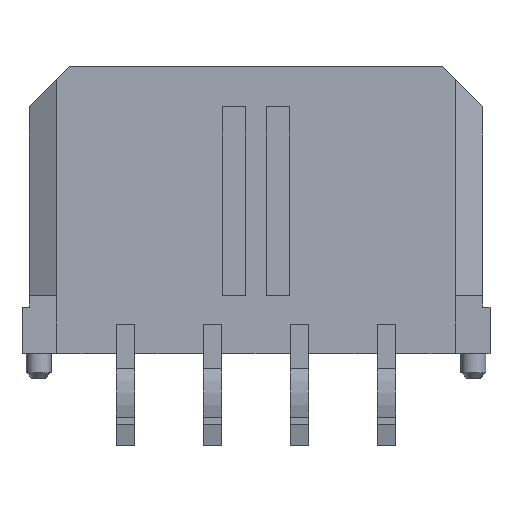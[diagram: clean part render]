
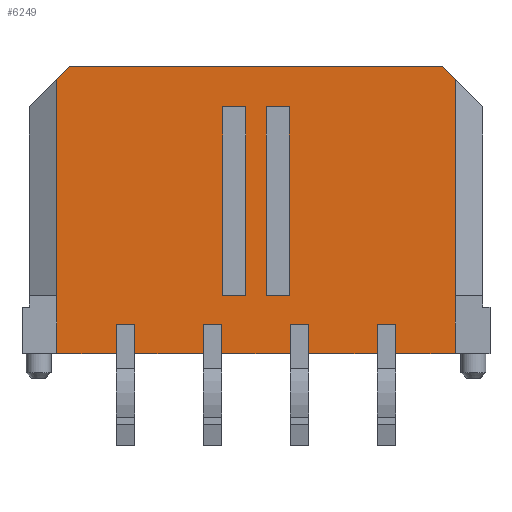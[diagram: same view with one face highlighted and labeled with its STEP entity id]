
A CAD part, front view. The second image highlights one B-rep face of the part: STEP entity #6249.
In plain terms, the highlighted planar face has unit normal (0, -1, 0).
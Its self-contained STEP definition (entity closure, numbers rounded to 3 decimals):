
#1159=DIRECTION('',(-1.,0.,0.));
#1160=VECTOR('',#1159,2.055);
#1161=CARTESIAN_POINT('',(6.875,-3.46,-4.96));
#1162=LINE('',#1161,#1160);
#1175=DIRECTION('',(-1.,0.,0.));
#1176=VECTOR('',#1175,2.36);
#1177=CARTESIAN_POINT('',(4.18,-3.46,-4.96));
#1178=LINE('',#1177,#1176);
#1191=DIRECTION('',(-1.,0.,0.));
#1192=VECTOR('',#1191,2.36);
#1193=CARTESIAN_POINT('',(1.18,-3.46,-4.96));
#1194=LINE('',#1193,#1192);
#1215=DIRECTION('',(-1.,0.,0.));
#1216=VECTOR('',#1215,2.055);
#1217=CARTESIAN_POINT('',(-4.82,-3.46,-4.96));
#1218=LINE('',#1217,#1216);
#1223=DIRECTION('',(-1.,0.,0.));
#1224=VECTOR('',#1223,2.36);
#1225=CARTESIAN_POINT('',(-1.82,-3.46,-4.96));
#1226=LINE('',#1225,#1224);
#1235=DIRECTION('',(0.,0.,1.));
#1236=VECTOR('',#1235,1.);
#1237=CARTESIAN_POINT('',(-4.82,-3.46,-4.96));
#1238=LINE('',#1237,#1236);
#1239=DIRECTION('',(0.,0.,-1.));
#1240=VECTOR('',#1239,7.46);
#1241=CARTESIAN_POINT('',(-6.875,-3.46,4.5));
#1242=LINE('',#1241,#1240);
#1243=DIRECTION('',(-0.707,0.,-0.707));
#1244=VECTOR('',#1243,0.636);
#1245=CARTESIAN_POINT('',(-6.425,-3.46,4.95));
#1246=LINE('',#1245,#1244);
#1247=DIRECTION('',(1.,0.,0.));
#1248=VECTOR('',#1247,12.85);
#1249=CARTESIAN_POINT('',(-6.425,-3.46,4.95));
#1250=LINE('',#1249,#1248);
#1251=DIRECTION('',(-0.707,0.,0.707));
#1252=VECTOR('',#1251,0.636);
#1253=CARTESIAN_POINT('',(6.875,-3.46,4.5));
#1254=LINE('',#1253,#1252);
#1255=DIRECTION('',(0.,0.,-1.));
#1256=VECTOR('',#1255,7.46);
#1257=CARTESIAN_POINT('',(6.875,-3.46,4.5));
#1258=LINE('',#1257,#1256);
#1259=DIRECTION('',(0.,0.,-1.));
#1260=VECTOR('',#1259,2.);
#1261=CARTESIAN_POINT('',(6.875,-3.46,-2.96));
#1262=LINE('',#1261,#1260);
#1263=DIRECTION('',(0.,0.,1.));
#1264=VECTOR('',#1263,1.);
#1265=CARTESIAN_POINT('',(4.82,-3.46,-4.96));
#1266=LINE('',#1265,#1264);
#1267=DIRECTION('',(1.,0.,0.));
#1268=VECTOR('',#1267,0.64);
#1269=CARTESIAN_POINT('',(4.18,-3.46,-3.96));
#1270=LINE('',#1269,#1268);
#1271=DIRECTION('',(0.,0.,1.));
#1272=VECTOR('',#1271,1.);
#1273=CARTESIAN_POINT('',(4.18,-3.46,-4.96));
#1274=LINE('',#1273,#1272);
#1275=DIRECTION('',(0.,0.,1.));
#1276=VECTOR('',#1275,1.);
#1277=CARTESIAN_POINT('',(1.82,-3.46,-4.96));
#1278=LINE('',#1277,#1276);
#1279=DIRECTION('',(1.,0.,0.));
#1280=VECTOR('',#1279,0.64);
#1281=CARTESIAN_POINT('',(1.18,-3.46,-3.96));
#1282=LINE('',#1281,#1280);
#1283=DIRECTION('',(0.,0.,1.));
#1284=VECTOR('',#1283,1.);
#1285=CARTESIAN_POINT('',(1.18,-3.46,-4.96));
#1286=LINE('',#1285,#1284);
#1287=DIRECTION('',(0.,0.,1.));
#1288=VECTOR('',#1287,1.);
#1289=CARTESIAN_POINT('',(-1.18,-3.46,-4.96));
#1290=LINE('',#1289,#1288);
#1291=DIRECTION('',(1.,0.,0.));
#1292=VECTOR('',#1291,0.64);
#1293=CARTESIAN_POINT('',(-1.82,-3.46,-3.96));
#1294=LINE('',#1293,#1292);
#1295=DIRECTION('',(0.,0.,1.));
#1296=VECTOR('',#1295,1.);
#1297=CARTESIAN_POINT('',(-1.82,-3.46,-4.96));
#1298=LINE('',#1297,#1296);
#1299=DIRECTION('',(0.,0.,1.));
#1300=VECTOR('',#1299,1.);
#1301=CARTESIAN_POINT('',(-4.18,-3.46,-4.96));
#1302=LINE('',#1301,#1300);
#1303=DIRECTION('',(1.,0.,0.));
#1304=VECTOR('',#1303,0.64);
#1305=CARTESIAN_POINT('',(-4.82,-3.46,-3.96));
#1306=LINE('',#1305,#1304);
#1307=DIRECTION('',(1.,0.,0.));
#1308=VECTOR('',#1307,0.8);
#1309=CARTESIAN_POINT('',(0.35,-3.46,3.55));
#1310=LINE('',#1309,#1308);
#1311=DIRECTION('',(0.,0.,1.));
#1312=VECTOR('',#1311,6.51);
#1313=CARTESIAN_POINT('',(0.35,-3.46,-2.96));
#1314=LINE('',#1313,#1312);
#1315=DIRECTION('',(1.,0.,0.));
#1316=VECTOR('',#1315,0.8);
#1317=CARTESIAN_POINT('',(0.35,-3.46,-2.96));
#1318=LINE('',#1317,#1316);
#1319=DIRECTION('',(0.,0.,1.));
#1320=VECTOR('',#1319,6.51);
#1321=CARTESIAN_POINT('',(1.15,-3.46,-2.96));
#1322=LINE('',#1321,#1320);
#1323=DIRECTION('',(1.,0.,0.));
#1324=VECTOR('',#1323,0.8);
#1325=CARTESIAN_POINT('',(-1.15,-3.46,3.55));
#1326=LINE('',#1325,#1324);
#1327=DIRECTION('',(0.,0.,1.));
#1328=VECTOR('',#1327,6.51);
#1329=CARTESIAN_POINT('',(-1.15,-3.46,-2.96));
#1330=LINE('',#1329,#1328);
#1331=DIRECTION('',(1.,0.,0.));
#1332=VECTOR('',#1331,0.8);
#1333=CARTESIAN_POINT('',(-1.15,-3.46,-2.96));
#1334=LINE('',#1333,#1332);
#1335=DIRECTION('',(0.,0.,1.));
#1336=VECTOR('',#1335,6.51);
#1337=CARTESIAN_POINT('',(-0.35,-3.46,-2.96));
#1338=LINE('',#1337,#1336);
#1339=DIRECTION('',(0.,0.,-1.));
#1340=VECTOR('',#1339,2.);
#1341=CARTESIAN_POINT('',(-6.875,-3.46,-2.96));
#1342=LINE('',#1341,#1340);
#3587=CARTESIAN_POINT('',(-6.425,-3.46,4.95));
#3588=CARTESIAN_POINT('',(6.425,-3.46,4.95));
#3589=VERTEX_POINT('',#3587);
#3590=VERTEX_POINT('',#3588);
#3678=CARTESIAN_POINT('',(4.18,-3.46,-4.96));
#3680=VERTEX_POINT('',#3678);
#3682=CARTESIAN_POINT('',(4.82,-3.46,-4.96));
#3684=VERTEX_POINT('',#3682);
#3690=CARTESIAN_POINT('',(1.18,-3.46,-4.96));
#3692=VERTEX_POINT('',#3690);
#3694=CARTESIAN_POINT('',(1.82,-3.46,-4.96));
#3696=VERTEX_POINT('',#3694);
#3702=CARTESIAN_POINT('',(-1.82,-3.46,-4.96));
#3704=VERTEX_POINT('',#3702);
#3706=CARTESIAN_POINT('',(-1.18,-3.46,-4.96));
#3708=VERTEX_POINT('',#3706);
#3714=CARTESIAN_POINT('',(-4.82,-3.46,-4.96));
#3716=VERTEX_POINT('',#3714);
#3718=CARTESIAN_POINT('',(-4.18,-3.46,-4.96));
#3720=VERTEX_POINT('',#3718);
#3726=CARTESIAN_POINT('',(6.875,-3.46,-2.96));
#3728=VERTEX_POINT('',#3726);
#3730=CARTESIAN_POINT('',(-6.875,-3.46,-2.96));
#3732=VERTEX_POINT('',#3730);
#3737=CARTESIAN_POINT('',(6.875,-3.46,-4.96));
#3738=VERTEX_POINT('',#3737);
#3739=CARTESIAN_POINT('',(-6.875,-3.46,-4.96));
#3740=VERTEX_POINT('',#3739);
#3741=CARTESIAN_POINT('',(4.18,-3.46,-3.96));
#3742=VERTEX_POINT('',#3741);
#3743=CARTESIAN_POINT('',(4.82,-3.46,-3.96));
#3744=VERTEX_POINT('',#3743);
#3745=CARTESIAN_POINT('',(1.18,-3.46,-3.96));
#3746=VERTEX_POINT('',#3745);
#3747=CARTESIAN_POINT('',(1.82,-3.46,-3.96));
#3748=VERTEX_POINT('',#3747);
#3749=CARTESIAN_POINT('',(-1.82,-3.46,-3.96));
#3750=VERTEX_POINT('',#3749);
#3751=CARTESIAN_POINT('',(-1.18,-3.46,-3.96));
#3752=VERTEX_POINT('',#3751);
#3753=CARTESIAN_POINT('',(-4.82,-3.46,-3.96));
#3754=VERTEX_POINT('',#3753);
#3755=CARTESIAN_POINT('',(-4.18,-3.46,-3.96));
#3756=VERTEX_POINT('',#3755);
#4117=CARTESIAN_POINT('',(0.35,-3.46,3.55));
#4118=CARTESIAN_POINT('',(1.15,-3.46,3.55));
#4119=VERTEX_POINT('',#4117);
#4120=VERTEX_POINT('',#4118);
#4121=CARTESIAN_POINT('',(0.35,-3.46,-2.96));
#4122=CARTESIAN_POINT('',(1.15,-3.46,-2.96));
#4123=VERTEX_POINT('',#4121);
#4124=VERTEX_POINT('',#4122);
#4133=CARTESIAN_POINT('',(-1.15,-3.46,3.55));
#4134=CARTESIAN_POINT('',(-0.35,-3.46,3.55));
#4135=VERTEX_POINT('',#4133);
#4136=VERTEX_POINT('',#4134);
#4137=CARTESIAN_POINT('',(-1.15,-3.46,-2.96));
#4138=CARTESIAN_POINT('',(-0.35,-3.46,-2.96));
#4139=VERTEX_POINT('',#4137);
#4140=VERTEX_POINT('',#4138);
#4681=CARTESIAN_POINT('',(6.875,-3.46,4.5));
#4682=VERTEX_POINT('',#4681);
#4683=CARTESIAN_POINT('',(-6.875,-3.46,4.5));
#4684=VERTEX_POINT('',#4683);
#6185=CARTESIAN_POINT('',(-7.825,-3.46,4.95));
#6186=DIRECTION('',(0.,-1.,0.));
#6187=DIRECTION('',(0.,0.,-1.));
#6188=AXIS2_PLACEMENT_3D('',#6185,#6186,#6187);
#6189=PLANE('',#6188);
#6190=ORIENTED_EDGE('',*,*,#5980,.F.);
#6191=ORIENTED_EDGE('',*,*,#6165,.T.);
#6193=ORIENTED_EDGE('',*,*,#6192,.F.);
#6195=ORIENTED_EDGE('',*,*,#6194,.F.);
#6196=ORIENTED_EDGE('',*,*,#5238,.F.);
#6198=ORIENTED_EDGE('',*,*,#6197,.T.);
#6199=ORIENTED_EDGE('',*,*,#5185,.F.);
#6201=ORIENTED_EDGE('',*,*,#6200,.T.);
#6203=ORIENTED_EDGE('',*,*,#6202,.T.);
#6204=ORIENTED_EDGE('',*,*,#6111,.T.);
#6205=ORIENTED_EDGE('',*,*,#5787,.T.);
#6206=ORIENTED_EDGE('',*,*,#5865,.F.);
#6207=ORIENTED_EDGE('',*,*,#5909,.F.);
#6208=ORIENTED_EDGE('',*,*,#6130,.T.);
#6210=ORIENTED_EDGE('',*,*,#6209,.T.);
#6212=ORIENTED_EDGE('',*,*,#6211,.F.);
#6214=ORIENTED_EDGE('',*,*,#6213,.F.);
#6215=ORIENTED_EDGE('',*,*,#6144,.T.);
#6217=ORIENTED_EDGE('',*,*,#6216,.T.);
#6219=ORIENTED_EDGE('',*,*,#6218,.F.);
#6221=ORIENTED_EDGE('',*,*,#6220,.F.);
#6222=ORIENTED_EDGE('',*,*,#6177,.T.);
#6224=ORIENTED_EDGE('',*,*,#6223,.T.);
#6226=ORIENTED_EDGE('',*,*,#6225,.F.);
#6227=EDGE_LOOP('',(#6190,#6191,#6193,#6195,#6196,#6198,#6199,#6201,#6203,#6204,
#6205,#6206,#6207,#6208,#6210,#6212,#6214,#6215,#6217,#6219,#6221,#6222,#6224,
#6226));
#6228=FACE_OUTER_BOUND('',#6227,.F.);
#6230=ORIENTED_EDGE('',*,*,#6229,.F.);
#6232=ORIENTED_EDGE('',*,*,#6231,.F.);
#6234=ORIENTED_EDGE('',*,*,#6233,.T.);
#6236=ORIENTED_EDGE('',*,*,#6235,.T.);
#6237=EDGE_LOOP('',(#6230,#6232,#6234,#6236));
#6238=FACE_BOUND('',#6237,.F.);
#6240=ORIENTED_EDGE('',*,*,#6239,.F.);
#6242=ORIENTED_EDGE('',*,*,#6241,.F.);
#6244=ORIENTED_EDGE('',*,*,#6243,.T.);
#6246=ORIENTED_EDGE('',*,*,#6245,.T.);
#6247=EDGE_LOOP('',(#6240,#6242,#6244,#6246));
#6248=FACE_BOUND('',#6247,.F.);
#6249=ADVANCED_FACE('',(#6228,#6238,#6248),#6189,.T.);
#5185=EDGE_CURVE('',#4682,#3590,#1254,.T.);
#5238=EDGE_CURVE('',#3589,#4684,#1246,.T.);
#5787=EDGE_CURVE('',#3684,#3744,#1266,.T.);
#5865=EDGE_CURVE('',#3742,#3744,#1270,.T.);
#5909=EDGE_CURVE('',#3680,#3742,#1274,.T.);
#5980=EDGE_CURVE('',#3716,#3754,#1238,.T.);
#6111=EDGE_CURVE('',#3738,#3684,#1162,.T.);
#6130=EDGE_CURVE('',#3680,#3696,#1178,.T.);
#6144=EDGE_CURVE('',#3692,#3708,#1194,.T.);
#6165=EDGE_CURVE('',#3716,#3740,#1218,.T.);
#6177=EDGE_CURVE('',#3704,#3720,#1226,.T.);
#6192=EDGE_CURVE('',#3732,#3740,#1342,.T.);
#6194=EDGE_CURVE('',#4684,#3732,#1242,.T.);
#6197=EDGE_CURVE('',#3589,#3590,#1250,.T.);
#6200=EDGE_CURVE('',#4682,#3728,#1258,.T.);
#6202=EDGE_CURVE('',#3728,#3738,#1262,.T.);
#6209=EDGE_CURVE('',#3696,#3748,#1278,.T.);
#6211=EDGE_CURVE('',#3746,#3748,#1282,.T.);
#6213=EDGE_CURVE('',#3692,#3746,#1286,.T.);
#6216=EDGE_CURVE('',#3708,#3752,#1290,.T.);
#6218=EDGE_CURVE('',#3750,#3752,#1294,.T.);
#6220=EDGE_CURVE('',#3704,#3750,#1298,.T.);
#6223=EDGE_CURVE('',#3720,#3756,#1302,.T.);
#6225=EDGE_CURVE('',#3754,#3756,#1306,.T.);
#6229=EDGE_CURVE('',#4119,#4120,#1310,.T.);
#6231=EDGE_CURVE('',#4123,#4119,#1314,.T.);
#6233=EDGE_CURVE('',#4123,#4124,#1318,.T.);
#6235=EDGE_CURVE('',#4124,#4120,#1322,.T.);
#6239=EDGE_CURVE('',#4135,#4136,#1326,.T.);
#6241=EDGE_CURVE('',#4139,#4135,#1330,.T.);
#6243=EDGE_CURVE('',#4139,#4140,#1334,.T.);
#6245=EDGE_CURVE('',#4140,#4136,#1338,.T.);
